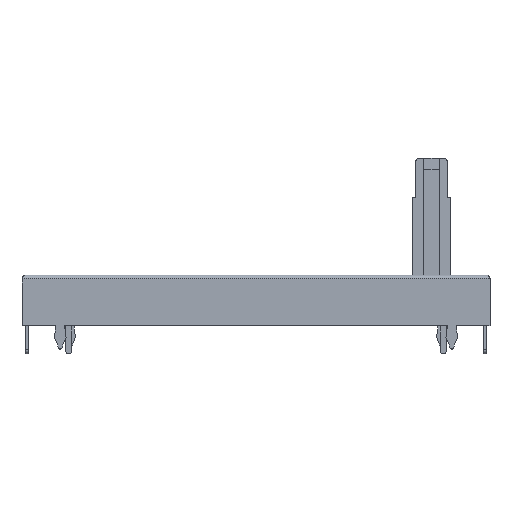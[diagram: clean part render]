
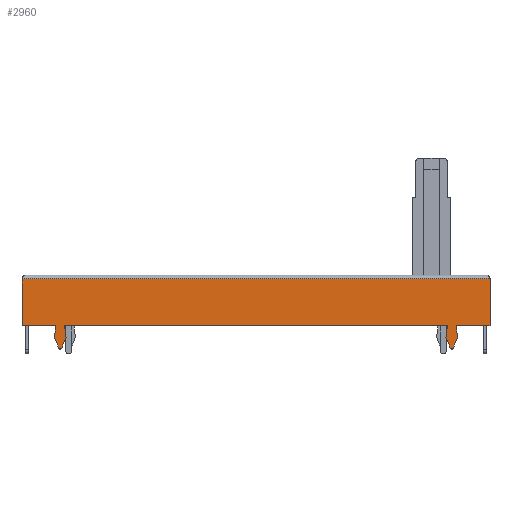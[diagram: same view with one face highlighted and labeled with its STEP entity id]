
A CAD part, top view. The second image highlights one B-rep face of the part: STEP entity #2960.
In plain terms, the highlighted planar face has unit normal (0, 0, 1).
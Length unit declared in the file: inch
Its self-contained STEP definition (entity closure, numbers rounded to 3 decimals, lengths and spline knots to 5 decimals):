
#12 = EDGE_CURVE ( 'NONE', #1097, #863, #1004, .T. ) ;
#60 = DIRECTION ( 'NONE',  ( -0.38, -0.925, 0. ) ) ;
#85 = VERTEX_POINT ( 'NONE', #1885 ) ;
#119 = ORIENTED_EDGE ( 'NONE', *, *, #580, .F. ) ;
#129 = VERTEX_POINT ( 'NONE', #1983 ) ;
#147 = CARTESIAN_POINT ( 'NONE',  ( -1.1811, 0., 0.17717 ) ) ;
#229 = VERTEX_POINT ( 'NONE', #2874 ) ;
#263 = LINE ( 'NONE', #2446, #1155 ) ;
#264 = EDGE_CURVE ( 'NONE', #1128, #1981, #2358, .T. ) ;
#277 = CARTESIAN_POINT ( 'NONE',  ( 1.1811, 0.23622, 0.17717 ) ) ;
#291 = AXIS2_PLACEMENT_3D ( 'NONE', #1474, #479, #1946 ) ;
#344 = VERTEX_POINT ( 'NONE', #1259 ) ;
#364 = CARTESIAN_POINT ( 'NONE',  ( 0.99554, -0.11317, 0.17717 ) ) ;
#371 = VECTOR ( 'NONE', #473, 39.37008 ) ;
#431 = FACE_OUTER_BOUND ( 'NONE', #2563, .T. ) ;
#435 = DIRECTION ( 'NONE',  ( 0., 0., 1. ) ) ;
#441 = ORIENTED_EDGE ( 'NONE', *, *, #1323, .T. ) ;
#473 = DIRECTION ( 'NONE',  ( -0.132, 0.991, 0. ) ) ;
#474 = LINE ( 'NONE', #592, #2363 ) ;
#479 = DIRECTION ( 'NONE',  ( 0., 0., -1. ) ) ;
#485 = VERTEX_POINT ( 'NONE', #869 ) ;
#522 = LINE ( 'NONE', #2161, #2855 ) ;
#527 = ORIENTED_EDGE ( 'NONE', *, *, #1753, .T. ) ;
#580 = EDGE_CURVE ( 'NONE', #3013, #2639, #2350, .T. ) ;
#588 = VECTOR ( 'NONE', #1823, 39.37008 ) ;
#592 = CARTESIAN_POINT ( 'NONE',  ( 0.95861, -0.05904, 0.17717 ) ) ;
#612 = EDGE_CURVE ( 'NONE', #85, #3013, #1865, .T. ) ;
#631 = AXIS2_PLACEMENT_3D ( 'NONE', #2894, #1263, #1987 ) ;
#736 = DIRECTION ( 'NONE',  ( -0.378, 0.926, 0. ) ) ;
#778 = VECTOR ( 'NONE', #2312, 39.37008 ) ;
#860 = DIRECTION ( 'NONE',  ( -0.134, -0.991, 0. ) ) ;
#863 = VERTEX_POINT ( 'NONE', #364 ) ;
#869 = CARTESIAN_POINT ( 'NONE',  ( 1.1811, 0., 0.17717 ) ) ;
#884 = CARTESIAN_POINT ( 'NONE',  ( -1.01766, -0.05906, 0.17717 ) ) ;
#887 = LINE ( 'NONE', #1026, #1411 ) ;
#948 = CARTESIAN_POINT ( 'NONE',  ( -1.1811, 0.25591, 0.17717 ) ) ;
#978 = DIRECTION ( 'NONE',  ( 0., -1., 0. ) ) ;
#983 = DIRECTION ( 'NONE',  ( 0.134, -0.991, 0. ) ) ;
#1004 = CIRCLE ( 'NONE', #1264, 0.00794 ) ;
#1024 = DIRECTION ( 'NONE',  ( 0.378, 0.926, 0. ) ) ;
#1026 = CARTESIAN_POINT ( 'NONE',  ( 0.98084, -0.11318, 0.17717 ) ) ;
#1097 = VERTEX_POINT ( 'NONE', #1254 ) ;
#1128 = VERTEX_POINT ( 'NONE', #2478 ) ;
#1155 = VECTOR ( 'NONE', #1235, 39.37008 ) ;
#1157 = ORIENTED_EDGE ( 'NONE', *, *, #2740, .T. ) ;
#1165 = EDGE_CURVE ( 'NONE', #1936, #3080, #2388, .T. ) ;
#1211 = PLANE ( 'NONE',  #631 ) ;
#1235 = DIRECTION ( 'NONE',  ( 0., -1., 0. ) ) ;
#1254 = CARTESIAN_POINT ( 'NONE',  ( 0.98084, -0.11318, 0.17717 ) ) ;
#1259 = CARTESIAN_POINT ( 'NONE',  ( 0.96659, 0., 0.17717 ) ) ;
#1263 = DIRECTION ( 'NONE',  ( 0., 0., -1. ) ) ;
#1264 = AXIS2_PLACEMENT_3D ( 'NONE', #2610, #435, #2842 ) ;
#1269 = VECTOR ( 'NONE', #983, 39.37008 ) ;
#1323 = EDGE_CURVE ( 'NONE', #2343, #485, #1708, .T. ) ;
#1334 = CARTESIAN_POINT ( 'NONE',  ( 0.95861, -0.05904, 0.17717 ) ) ;
#1340 = LINE ( 'NONE', #1550, #588 ) ;
#1407 = VECTOR ( 'NONE', #1846, 39.37008 ) ;
#1411 = VECTOR ( 'NONE', #2817, 39.37008 ) ;
#1474 = CARTESIAN_POINT ( 'NONE',  ( -0.98819, -0.11017, 0.17717 ) ) ;
#1505 = LINE ( 'NONE', #2391, #371 ) ;
#1550 = CARTESIAN_POINT ( 'NONE',  ( -1.1811, 0., 0.17717 ) ) ;
#1580 = ORIENTED_EDGE ( 'NONE', *, *, #1833, .T. ) ;
#1594 = VECTOR ( 'NONE', #736, 39.37008 ) ;
#1595 = VECTOR ( 'NONE', #978, 39.37008 ) ;
#1697 = ORIENTED_EDGE ( 'NONE', *, *, #3106, .T. ) ;
#1708 = LINE ( 'NONE', #2820, #1407 ) ;
#1753 = EDGE_CURVE ( 'NONE', #3080, #129, #2137, .T. ) ;
#1823 = DIRECTION ( 'NONE',  ( 1., 0., 0. ) ) ;
#1833 = EDGE_CURVE ( 'NONE', #2769, #2343, #1505, .T. ) ;
#1837 = EDGE_CURVE ( 'NONE', #2639, #229, #522, .T. ) ;
#1846 = DIRECTION ( 'NONE',  ( 1., 0., 0. ) ) ;
#1859 = ORIENTED_EDGE ( 'NONE', *, *, #2854, .T. ) ;
#1863 = ORIENTED_EDGE ( 'NONE', *, *, #612, .F. ) ;
#1865 = CIRCLE ( 'NONE', #291, 0.00794 ) ;
#1883 = ORIENTED_EDGE ( 'NONE', *, *, #1952, .F. ) ;
#1885 = CARTESIAN_POINT ( 'NONE',  ( -0.98084, -0.11318, 0.17717 ) ) ;
#1935 = DIRECTION ( 'NONE',  ( 0.132, 0.991, 0. ) ) ;
#1936 = VERTEX_POINT ( 'NONE', #277 ) ;
#1946 = DIRECTION ( 'NONE',  ( -1., 0., 0. ) ) ;
#1952 = EDGE_CURVE ( 'NONE', #1936, #485, #263, .T. ) ;
#1981 = VERTEX_POINT ( 'NONE', #1992 ) ;
#1983 = CARTESIAN_POINT ( 'NONE',  ( -1.1811, 0., 0.17717 ) ) ;
#1987 = DIRECTION ( 'NONE',  ( -1., 0., 0. ) ) ;
#1990 = CARTESIAN_POINT ( 'NONE',  ( -1.01766, -0.05906, 0.17717 ) ) ;
#1992 = CARTESIAN_POINT ( 'NONE',  ( -0.95861, -0.05904, 0.17717 ) ) ;
#1996 = EDGE_CURVE ( 'NONE', #863, #2769, #2009, .T. ) ;
#2000 = CARTESIAN_POINT ( 'NONE',  ( -1.1811, 0.23622, 0.17717 ) ) ;
#2009 = LINE ( 'NONE', #2456, #2408 ) ;
#2033 = LINE ( 'NONE', #2202, #2511 ) ;
#2090 = CARTESIAN_POINT ( 'NONE',  ( 1.01766, -0.05906, 0.17717 ) ) ;
#2102 = VECTOR ( 'NONE', #2439, 39.37008 ) ;
#2110 = CARTESIAN_POINT ( 'NONE',  ( 1.00979, 0., 0.17717 ) ) ;
#2137 = LINE ( 'NONE', #948, #1595 ) ;
#2149 = ORIENTED_EDGE ( 'NONE', *, *, #264, .F. ) ;
#2150 = ORIENTED_EDGE ( 'NONE', *, *, #1837, .F. ) ;
#2161 = CARTESIAN_POINT ( 'NONE',  ( -1.00979, 0., 0.17717 ) ) ;
#2192 = ORIENTED_EDGE ( 'NONE', *, *, #2286, .T. ) ;
#2202 = CARTESIAN_POINT ( 'NONE',  ( -0.98084, -0.11318, 0.17717 ) ) ;
#2266 = ORIENTED_EDGE ( 'NONE', *, *, #1996, .T. ) ;
#2268 = VERTEX_POINT ( 'NONE', #1334 ) ;
#2286 = EDGE_CURVE ( 'NONE', #1128, #344, #1340, .T. ) ;
#2312 = DIRECTION ( 'NONE',  ( 1., 0., 0. ) ) ;
#2343 = VERTEX_POINT ( 'NONE', #2110 ) ;
#2350 = LINE ( 'NONE', #884, #1594 ) ;
#2358 = LINE ( 'NONE', #2393, #1269 ) ;
#2363 = VECTOR ( 'NONE', #860, 39.37008 ) ;
#2373 = ORIENTED_EDGE ( 'NONE', *, *, #1165, .T. ) ;
#2388 = LINE ( 'NONE', #2712, #2102 ) ;
#2391 = CARTESIAN_POINT ( 'NONE',  ( 1.00979, 0., 0.17717 ) ) ;
#2393 = CARTESIAN_POINT ( 'NONE',  ( -0.95861, -0.05904, 0.17717 ) ) ;
#2398 = LINE ( 'NONE', #147, #778 ) ;
#2408 = VECTOR ( 'NONE', #1024, 39.37008 ) ;
#2439 = DIRECTION ( 'NONE',  ( -1., 0., 0. ) ) ;
#2446 = CARTESIAN_POINT ( 'NONE',  ( 1.1811, 0.25591, 0.17717 ) ) ;
#2456 = CARTESIAN_POINT ( 'NONE',  ( 1.01766, -0.05906, 0.17717 ) ) ;
#2478 = CARTESIAN_POINT ( 'NONE',  ( -0.96659, 0., 0.17717 ) ) ;
#2511 = VECTOR ( 'NONE', #60, 39.37008 ) ;
#2563 = EDGE_LOOP ( 'NONE', ( #1883, #2373, #527, #1859, #2150, #119, #1863, #2770, #2149, #2192, #1157, #1697, #2632, #2266, #1580, #441 ) ) ;
#2610 = CARTESIAN_POINT ( 'NONE',  ( 0.98819, -0.11017, 0.17717 ) ) ;
#2632 = ORIENTED_EDGE ( 'NONE', *, *, #12, .T. ) ;
#2639 = VERTEX_POINT ( 'NONE', #1990 ) ;
#2712 = CARTESIAN_POINT ( 'NONE',  ( -1.1811, 0.23622, 0.17717 ) ) ;
#2740 = EDGE_CURVE ( 'NONE', #344, #2268, #474, .T. ) ;
#2759 = CARTESIAN_POINT ( 'NONE',  ( -0.99554, -0.11317, 0.17717 ) ) ;
#2769 = VERTEX_POINT ( 'NONE', #2090 ) ;
#2770 = ORIENTED_EDGE ( 'NONE', *, *, #2978, .F. ) ;
#2817 = DIRECTION ( 'NONE',  ( 0.38, -0.925, 0. ) ) ;
#2820 = CARTESIAN_POINT ( 'NONE',  ( -1.1811, 0., 0.17717 ) ) ;
#2842 = DIRECTION ( 'NONE',  ( 1., 0., 0. ) ) ;
#2854 = EDGE_CURVE ( 'NONE', #129, #229, #2398, .T. ) ;
#2855 = VECTOR ( 'NONE', #1935, 39.37008 ) ;
#2874 = CARTESIAN_POINT ( 'NONE',  ( -1.00979, 0., 0.17717 ) ) ;
#2894 = CARTESIAN_POINT ( 'NONE',  ( -1.1811, 0.25591, 0.17717 ) ) ;
#2960 = ADVANCED_FACE ( 'NONE', ( #431 ), #1211, .F. ) ;
#2978 = EDGE_CURVE ( 'NONE', #1981, #85, #2033, .T. ) ;
#3013 = VERTEX_POINT ( 'NONE', #2759 ) ;
#3080 = VERTEX_POINT ( 'NONE', #2000 ) ;
#3106 = EDGE_CURVE ( 'NONE', #2268, #1097, #887, .T. ) ;
